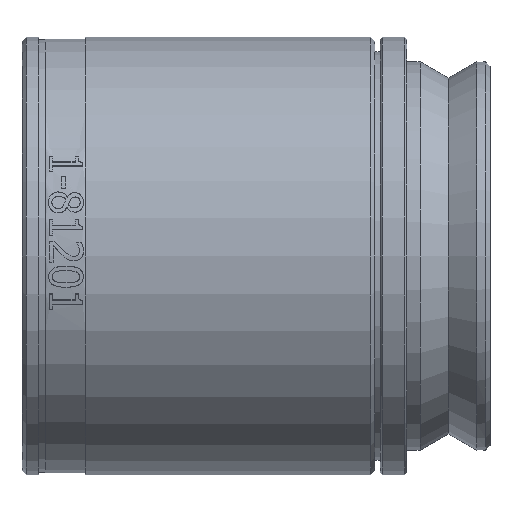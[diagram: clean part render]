
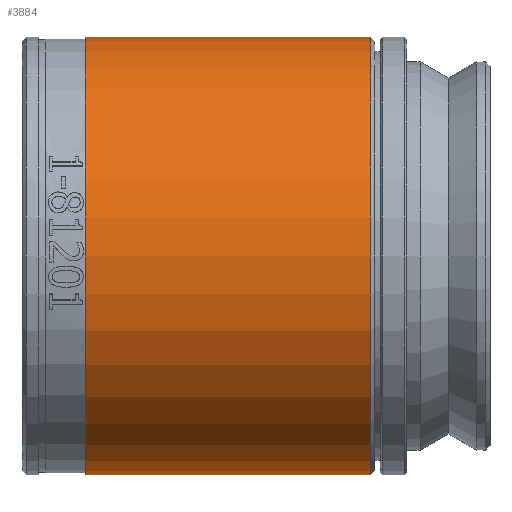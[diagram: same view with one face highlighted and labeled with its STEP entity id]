
A CAD part, front view. The second image highlights one B-rep face of the part: STEP entity #3884.
In plain terms, the highlighted cylindrical face has radius 25.019 mm (diameter 50.038 mm), a full revolution.
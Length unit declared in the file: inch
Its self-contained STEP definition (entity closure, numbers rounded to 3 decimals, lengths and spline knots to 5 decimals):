
#782=CYLINDRICAL_SURFACE('',#4304,0.985);
#945=FACE_BOUND('',#1285,.T.);
#1040=FACE_OUTER_BOUND('',#1284,.T.);
#1284=EDGE_LOOP('',(#2752));
#1285=EDGE_LOOP('',(#2753));
#1615=CIRCLE('',#4302,0.985);
#1617=CIRCLE('',#4305,0.985);
#1793=VERTEX_POINT('',#5668);
#1795=VERTEX_POINT('',#5673);
#2187=EDGE_CURVE('',#1793,#1793,#1615,.T.);
#2189=EDGE_CURVE('',#1795,#1795,#1617,.T.);
#2752=ORIENTED_EDGE('',*,*,#2189,.T.);
#2753=ORIENTED_EDGE('',*,*,#2187,.F.);
#3884=ADVANCED_FACE('',(#1040,#945),#782,.T.);
#4302=AXIS2_PLACEMENT_3D('',#5669,#4679,#4680);
#4304=AXIS2_PLACEMENT_3D('',#5672,#4683,#4684);
#4305=AXIS2_PLACEMENT_3D('',#5674,#4685,#4686);
#4679=DIRECTION('center_axis',(1.,0.,0.));
#4680=DIRECTION('ref_axis',(0.,-1.,0.));
#4683=DIRECTION('center_axis',(1.,0.,0.));
#4684=DIRECTION('ref_axis',(0.,1.,0.));
#4685=DIRECTION('center_axis',(1.,0.,0.));
#4686=DIRECTION('ref_axis',(0.,0.,-1.));
#5668=CARTESIAN_POINT('',(1.57,0.985,0.));
#5669=CARTESIAN_POINT('Origin',(1.57,0.,0.));
#5672=CARTESIAN_POINT('Origin',(0.9375,0.,0.));
#5673=CARTESIAN_POINT('',(0.285,0.985,0.));
#5674=CARTESIAN_POINT('Origin',(0.285,0.,0.));
